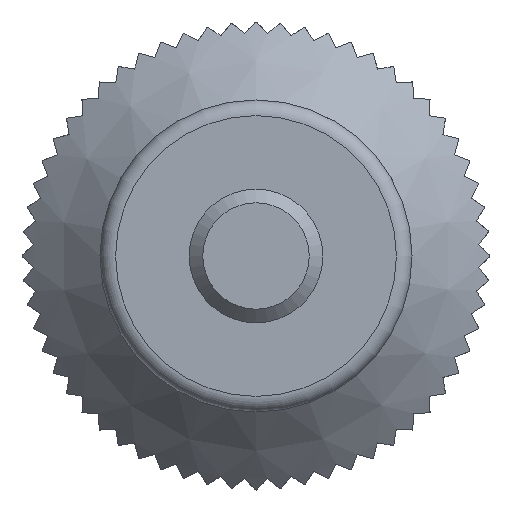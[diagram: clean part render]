
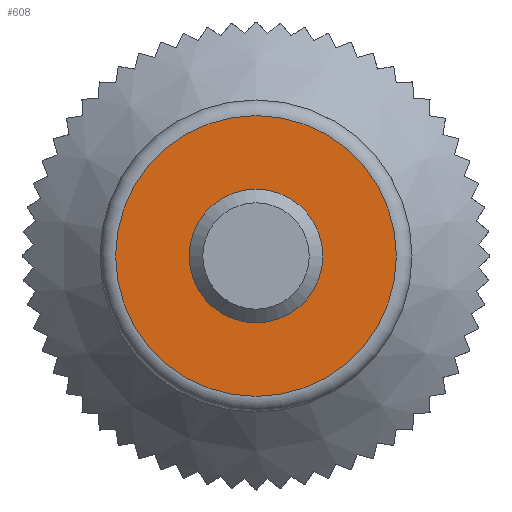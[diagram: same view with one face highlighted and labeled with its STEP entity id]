
A CAD part, front view. The second image highlights one B-rep face of the part: STEP entity #608.
In plain terms, the highlighted planar face has unit normal (0, -1, 0).
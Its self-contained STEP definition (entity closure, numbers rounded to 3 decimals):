
#608 = ADVANCED_FACE( '', ( #1226, #1227 ), #1228, .F. );
#1226 = FACE_BOUND( '', #1847, .T. );
#1227 = FACE_OUTER_BOUND( '', #1848, .T. );
#1228 = PLANE( '', #1849 );
#1847 = EDGE_LOOP( '', ( #3590 ) );
#1848 = EDGE_LOOP( '', ( #3591 ) );
#1849 = AXIS2_PLACEMENT_3D( '', #3592, #3593, #3594 );
#3590 = ORIENTED_EDGE( '', *, *, #4470, .F. );
#3591 = ORIENTED_EDGE( '', *, *, #4208, .T. );
#3592 = CARTESIAN_POINT( '', ( 6.3, 0., 0. ) );
#3593 = DIRECTION( '', ( 0., 1., 0. ) );
#3594 = DIRECTION( '', ( 0., 0., 1. ) );
#4208 = EDGE_CURVE( '', #5255, #5255, #5256, .T. );
#4470 = EDGE_CURVE( '', #5620, #5620, #5621, .F. );
#5255 = VERTEX_POINT( '', #7304 );
#5256 = CIRCLE( '', #7305, 6.3 );
#5620 = VERTEX_POINT( '', #8008 );
#5621 = CIRCLE( '', #8009, 3. );
#7304 = CARTESIAN_POINT( '', ( 0., 0., -6.3 ) );
#7305 = AXIS2_PLACEMENT_3D( '', #8725, #8726, #8727 );
#8008 = CARTESIAN_POINT( '', ( 0., 0., 3. ) );
#8009 = AXIS2_PLACEMENT_3D( '', #8925, #8926, #8927 );
#8725 = CARTESIAN_POINT( '', ( 0., 0., 0. ) );
#8726 = DIRECTION( '', ( 0., -1., 0. ) );
#8727 = DIRECTION( '', ( 0., 0., -1. ) );
#8925 = CARTESIAN_POINT( '', ( 0., 0., 0. ) );
#8926 = DIRECTION( '', ( 0., 1., 0. ) );
#8927 = DIRECTION( '', ( 0., 0., 1. ) );
